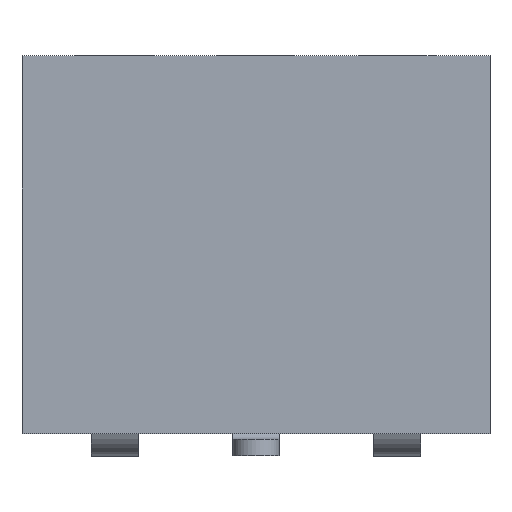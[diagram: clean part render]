
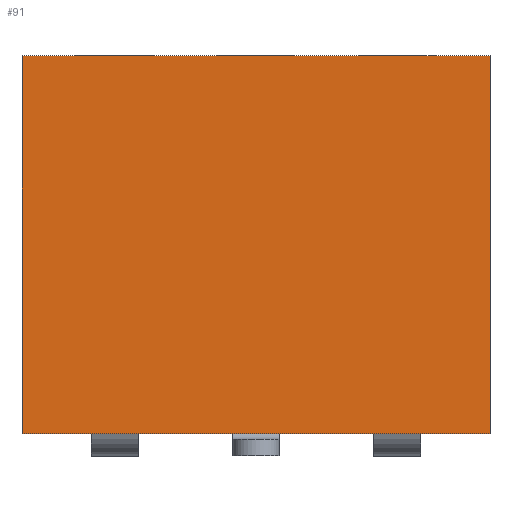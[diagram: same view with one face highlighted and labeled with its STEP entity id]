
A CAD part, top view. The second image highlights one B-rep face of the part: STEP entity #91.
In plain terms, the highlighted planar face has unit normal (0, 0, 1).
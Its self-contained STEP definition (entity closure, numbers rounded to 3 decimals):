
#91=ADVANCED_FACE('',(#410),#411,.T.);
#410=FACE_OUTER_BOUND('',#1031,.T.);
#411=PLANE('',#1032);
#1031=EDGE_LOOP('',(#1704,#1705,#1706,#1707));
#1032=AXIS2_PLACEMENT_3D('',#1708,#1709,#1710);
#1704=ORIENTED_EDGE('',*,*,#4040,.T.);
#1705=ORIENTED_EDGE('',*,*,#4066,.T.);
#1706=ORIENTED_EDGE('',*,*,#4067,.F.);
#1707=ORIENTED_EDGE('',*,*,#4044,.F.);
#1708=CARTESIAN_POINT('',(-2.105,0.0,0.9));
#1709=DIRECTION('',(0.0,0.0,1.0));
#1710=DIRECTION('',(1.0,0.0,0.0));
#4040=EDGE_CURVE('',#4786,#4790,#4792,.T.);
#4044=EDGE_CURVE('',#4786,#4798,#4799,.T.);
#4066=EDGE_CURVE('',#4790,#4836,#4838,.T.);
#4067=EDGE_CURVE('',#4798,#4836,#4839,.T.);
#4786=VERTEX_POINT('',#5979);
#4790=VERTEX_POINT('',#5985);
#4792=LINE('',#5988,#5989);
#4798=VERTEX_POINT('',#5998);
#4799=LINE('',#5999,#6000);
#4836=VERTEX_POINT('',#6057);
#4838=LINE('',#6060,#6061);
#4839=LINE('',#6062,#6063);
#5979=CARTESIAN_POINT('',(-2.105,0.0,0.9));
#5985=CARTESIAN_POINT('',(2.105,0.0,0.9));
#5988=CARTESIAN_POINT('',(-2.105,0.0,0.9));
#5989=VECTOR('',#8158,4.21);
#5998=CARTESIAN_POINT('',(-2.105,3.4,0.9));
#5999=CARTESIAN_POINT('',(-2.105,0.0,0.9));
#6000=VECTOR('',#8162,3.4);
#6057=CARTESIAN_POINT('',(2.105,3.4,0.9));
#6060=CARTESIAN_POINT('',(2.105,0.0,0.9));
#6061=VECTOR('',#8184,3.4);
#6062=CARTESIAN_POINT('',(-2.105,3.4,0.9));
#6063=VECTOR('',#8185,4.21);
#8158=DIRECTION('',(1.0,0.0,0.0));
#8162=DIRECTION('',(0.0,1.0,0.0));
#8184=DIRECTION('',(0.0,1.0,0.0));
#8185=DIRECTION('',(1.0,0.0,0.0));
